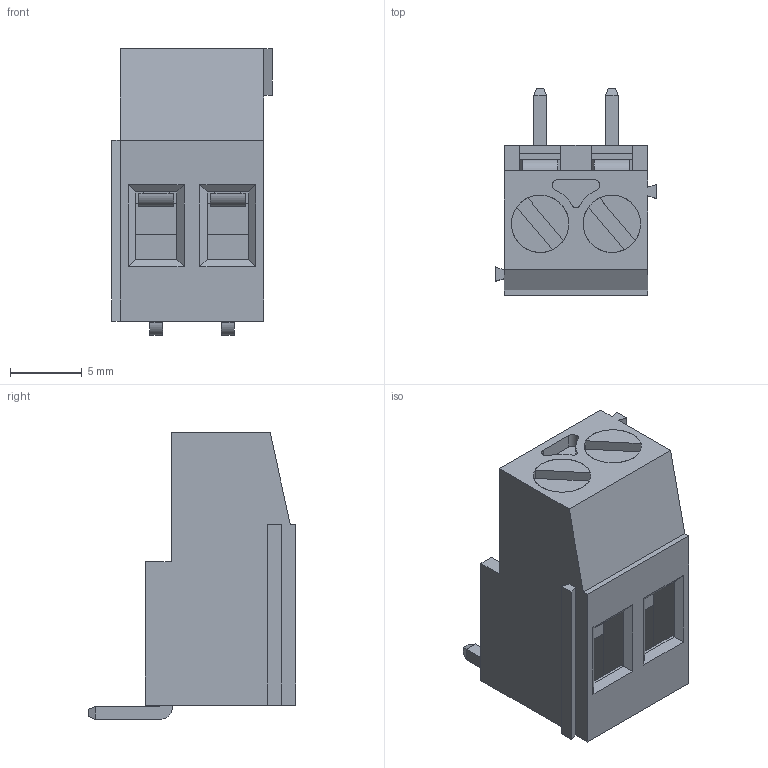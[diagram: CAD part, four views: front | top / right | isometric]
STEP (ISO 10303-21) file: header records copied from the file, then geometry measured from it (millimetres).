
FILE_DESCRIPTION( ( 'Unknown' ), '1' );
FILE_NAME( '691215700002.stp', 'Unknown', ( 'Quentin LAIDEBEUR' ), ( 'WE' ), 'PSStep 15.0.49', 'Sample-box', ' ' );
FILE_SCHEMA( ( 'AUTOMOTIVE_DESIGN { 1 0 10303 214 1 1 1 1 }' ) );
Length unit declared in the file: millimetre
Products named in the file (5): Assem1; 691215700002; 6912157000xx_MASS; 6912157000xx_VIS; 6912157000xx_PIN
Assembly tree (7 placements, depth 2):
  Assem1
    691215700002
    6912157000xx_MASS  x2
    6912157000xx_VIS  x2
    6912157000xx_PIN  x2
Bounding box: 11.2 x 14.5 x 20 mm (x, y, z)
Volume: 1128.4 mm3; surface area: 2880.1 mm2
Topology: 7 solids, 7 shells, 221 faces, 589 edges, 384 vertices
Faces by surface type: plane 192, cylinder 29
Full cylindrical faces by diameter (mm): 1 x1, 1.5 x1, 2.4 x6, 4 x4
Entity records: 6595 total; most frequent: CARTESIAN_POINT 914, ORIENTED_EDGE 888, DIRECTION 837, EDGE_CURVE 444, LINE 401, VECTOR 401, VERTEX_POINT 295, AXIS2_PLACEMENT_3D 218
